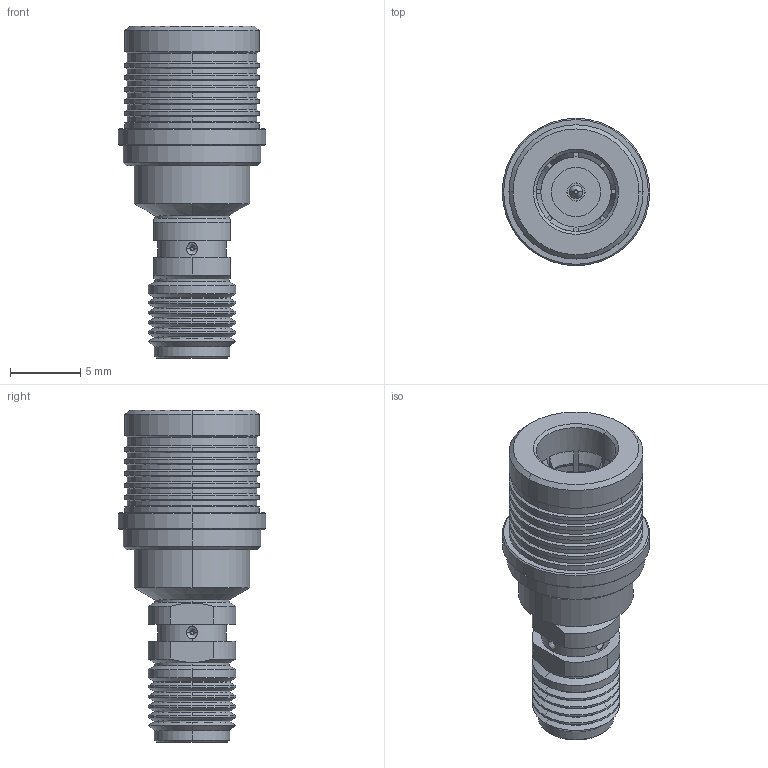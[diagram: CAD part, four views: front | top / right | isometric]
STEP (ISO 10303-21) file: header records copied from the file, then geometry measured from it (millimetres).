
FILE_DESCRIPTION (( 'STEP AP203' ), '1' );
FILE_NAME ('LCAD91345.STEP', '2022-08-23T22:41:23', ( '' ), ( '' ), 'SwSTEP 2.0', 'SolidWorks 2021', '' );
FILE_SCHEMA (( 'CONFIG_CONTROL_DESIGN' ));
Length unit declared in the file: millimetre
Products named in the file (1): LCAD91345
Bounding box: 10.5 x 10.5 x 23.63 mm (x, y, z)
Volume: 919.1 mm3; surface area: 1071.1 mm2
Topology: 1 solids, 1 shells, 295 faces, 725 edges, 451 vertices
Faces by surface type: cone 114, cylinder 107, plane 58, bspline 16
Entity records: 9681 total; most frequent: CARTESIAN_POINT 2675, DIRECTION 1496, ORIENTED_EDGE 1450, EDGE_CURVE 725, AXIS2_PLACEMENT_3D 604, VERTEX_POINT 451, CIRCLE 324, EDGE_LOOP 314
